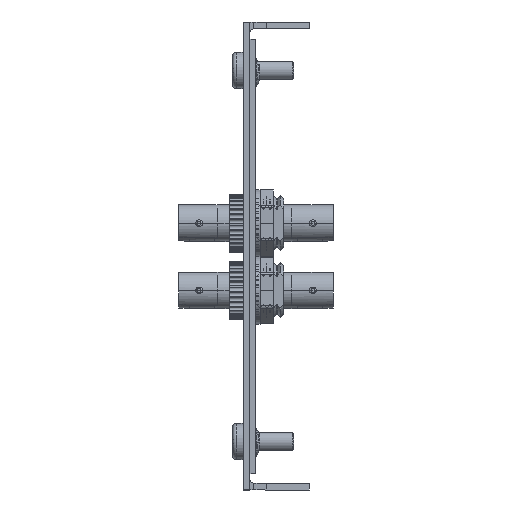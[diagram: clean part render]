
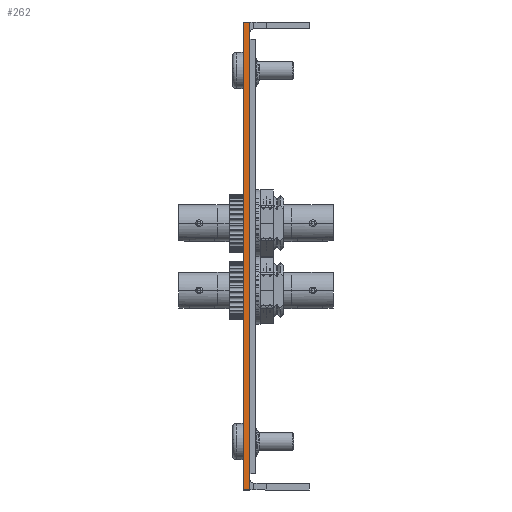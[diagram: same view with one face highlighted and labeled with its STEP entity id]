
A CAD part, left-side view. The second image highlights one B-rep face of the part: STEP entity #262.
In plain terms, the highlighted planar face has unit normal (-1, 0, 0).
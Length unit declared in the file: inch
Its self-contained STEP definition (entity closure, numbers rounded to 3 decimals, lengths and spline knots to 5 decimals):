
#262 = ADVANCED_FACE ( 'NONE', ( #2663 ), #22031, .T. ) ;
#847 = LINE ( 'NONE', #5209, #23304 ) ;
#2663 = FACE_OUTER_BOUND ( 'NONE', #18945, .T. ) ;
#2826 = ORIENTED_EDGE ( 'NONE', *, *, #25540, .T. ) ;
#5209 = CARTESIAN_POINT ( 'NONE',  ( -9.5, 0.05, -1.74 ) ) ;
#5521 = VECTOR ( 'NONE', #7309, 39.37008 ) ;
#6885 = EDGE_CURVE ( 'NONE', #17368, #17713, #14127, .T. ) ;
#7309 = DIRECTION ( 'NONE',  ( 0., 1., 0. ) ) ;
#7517 = VERTEX_POINT ( 'NONE', #17884 ) ;
#7743 = CARTESIAN_POINT ( 'NONE',  ( -9.5, -38.63213, -1.74 ) ) ;
#8099 = CARTESIAN_POINT ( 'NONE',  ( -9.5, 0., 1.74 ) ) ;
#8192 = VECTOR ( 'NONE', #27617, 39.37008 ) ;
#9088 = CARTESIAN_POINT ( 'NONE',  ( -9.5, 0.05, -1.74 ) ) ;
#9896 = CARTESIAN_POINT ( 'NONE',  ( -9.5, 0., -1.74 ) ) ;
#11416 = LINE ( 'NONE', #20733, #5521 ) ;
#11518 = ORIENTED_EDGE ( 'NONE', *, *, #16968, .T. ) ;
#12135 = DIRECTION ( 'NONE',  ( 0., 0., 1. ) ) ;
#12385 = DIRECTION ( 'NONE',  ( 0., 0., 1. ) ) ;
#12994 = CARTESIAN_POINT ( 'NONE',  ( -9.5, -38.63213, -1.74 ) ) ;
#13242 = ORIENTED_EDGE ( 'NONE', *, *, #6885, .F. ) ;
#13361 = CARTESIAN_POINT ( 'NONE',  ( -9.5, 0., -1.74 ) ) ;
#14127 = LINE ( 'NONE', #12994, #8192 ) ;
#16800 = ORIENTED_EDGE ( 'NONE', *, *, #18462, .F. ) ;
#16951 = VECTOR ( 'NONE', #12135, 39.37008 ) ;
#16968 = EDGE_CURVE ( 'NONE', #17368, #23223, #25151, .T. ) ;
#17368 = VERTEX_POINT ( 'NONE', #13361 ) ;
#17713 = VERTEX_POINT ( 'NONE', #9088 ) ;
#17884 = CARTESIAN_POINT ( 'NONE',  ( -9.5, 0.05, 1.74 ) ) ;
#18462 = EDGE_CURVE ( 'NONE', #17713, #7517, #847, .T. ) ;
#18945 = EDGE_LOOP ( 'NONE', ( #2826, #16800, #13242, #11518 ) ) ;
#19916 = DIRECTION ( 'NONE',  ( -1., 0., 0. ) ) ;
#20733 = CARTESIAN_POINT ( 'NONE',  ( -9.5, -38.63213, 1.74 ) ) ;
#22031 = PLANE ( 'NONE',  #26348 ) ;
#23171 = DIRECTION ( 'NONE',  ( 0., 0., 1. ) ) ;
#23223 = VERTEX_POINT ( 'NONE', #8099 ) ;
#23304 = VECTOR ( 'NONE', #23171, 39.37008 ) ;
#25151 = LINE ( 'NONE', #9896, #16951 ) ;
#25540 = EDGE_CURVE ( 'NONE', #23223, #7517, #11416, .T. ) ;
#26348 = AXIS2_PLACEMENT_3D ( 'NONE', #7743, #19916, #12385 ) ;
#27617 = DIRECTION ( 'NONE',  ( 0., 1., 0. ) ) ;
